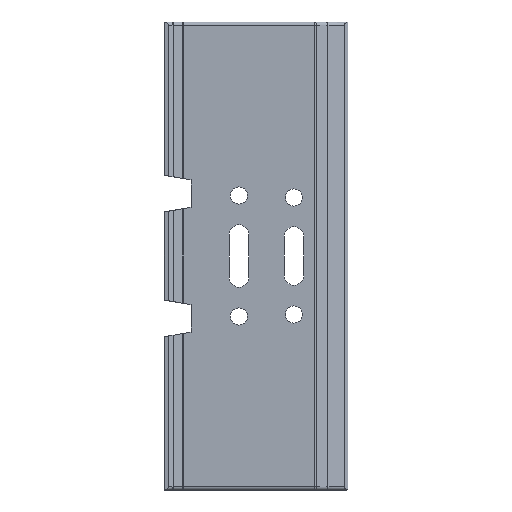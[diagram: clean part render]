
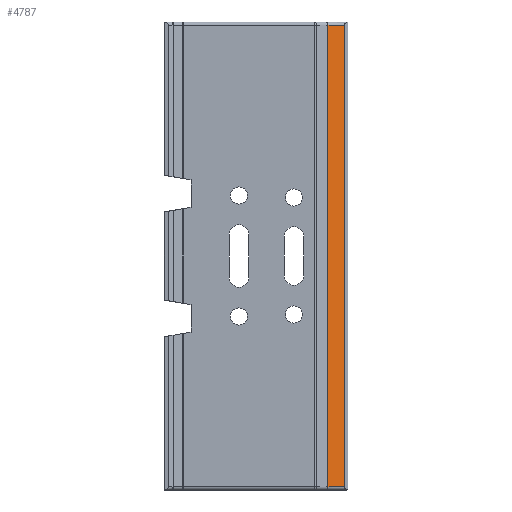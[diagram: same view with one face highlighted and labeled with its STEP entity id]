
A CAD part, front view. The second image highlights one B-rep face of the part: STEP entity #4787.
In plain terms, the highlighted planar face has unit normal (0.236, -0.972, 0).
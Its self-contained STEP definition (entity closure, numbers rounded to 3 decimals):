
#28 = VERTEX_POINT ( 'NONE', #1606 ) ;
#149 = VECTOR ( 'NONE', #1823, 1000. ) ;
#176 = VERTEX_POINT ( 'NONE', #2943 ) ;
#625 = EDGE_CURVE ( 'NONE', #3600, #28, #3319, .T. ) ;
#626 = CARTESIAN_POINT ( 'NONE',  ( 105.294, 14.379, 600. ) ) ;
#748 = ORIENTED_EDGE ( 'NONE', *, *, #625, .F. ) ;
#846 = VERTEX_POINT ( 'NONE', #1634 ) ;
#877 = ORIENTED_EDGE ( 'NONE', *, *, #1989, .T. ) ;
#1016 = LINE ( 'NONE', #1881, #2492 ) ;
#1135 = VECTOR ( 'NONE', #4359, 1000. ) ;
#1222 = CARTESIAN_POINT ( 'NONE',  ( 83.725, 9.15, 4. ) ) ;
#1606 = CARTESIAN_POINT ( 'NONE',  ( 105.294, 14.379, 4. ) ) ;
#1634 = CARTESIAN_POINT ( 'NONE',  ( 84.331, 9.297, 596. ) ) ;
#1823 = DIRECTION ( 'NONE',  ( 0., 0., -1. ) ) ;
#1858 = CARTESIAN_POINT ( 'NONE',  ( 83.725, 9.15, 596. ) ) ;
#1881 = CARTESIAN_POINT ( 'NONE',  ( 84.331, 9.297, 0. ) ) ;
#1989 = EDGE_CURVE ( 'NONE', #846, #176, #1016, .T. ) ;
#2286 = LINE ( 'NONE', #1858, #4826 ) ;
#2492 = VECTOR ( 'NONE', #2629, 1000. ) ;
#2495 = PLANE ( 'NONE',  #4444 ) ;
#2546 = DIRECTION ( 'NONE',  ( -0.236, 0.972, 0. ) ) ;
#2629 = DIRECTION ( 'NONE',  ( 0., 0., -1. ) ) ;
#2738 = EDGE_LOOP ( 'NONE', ( #748, #4913, #877, #4392 ) ) ;
#2943 = CARTESIAN_POINT ( 'NONE',  ( 84.331, 9.297, 4. ) ) ;
#3046 = DIRECTION ( 'NONE',  ( -0.972, -0.236, 0. ) ) ;
#3170 = EDGE_CURVE ( 'NONE', #3600, #846, #2286, .T. ) ;
#3271 = FACE_OUTER_BOUND ( 'NONE', #2738, .T. ) ;
#3319 = LINE ( 'NONE', #626, #149 ) ;
#3600 = VERTEX_POINT ( 'NONE', #3837 ) ;
#3837 = CARTESIAN_POINT ( 'NONE',  ( 105.294, 14.379, 596. ) ) ;
#3950 = LINE ( 'NONE', #1222, #1135 ) ;
#4073 = CARTESIAN_POINT ( 'NONE',  ( 83.725, 9.15, 600. ) ) ;
#4359 = DIRECTION ( 'NONE',  ( 0.972, 0.236, 0. ) ) ;
#4392 = ORIENTED_EDGE ( 'NONE', *, *, #4708, .T. ) ;
#4444 = AXIS2_PLACEMENT_3D ( 'NONE', #4073, #2546, #4533 ) ;
#4533 = DIRECTION ( 'NONE',  ( -0.972, -0.236, 0. ) ) ;
#4708 = EDGE_CURVE ( 'NONE', #176, #28, #3950, .T. ) ;
#4787 = ADVANCED_FACE ( 'NONE', ( #3271 ), #2495, .F. ) ;
#4826 = VECTOR ( 'NONE', #3046, 1000. ) ;
#4913 = ORIENTED_EDGE ( 'NONE', *, *, #3170, .T. ) ;
